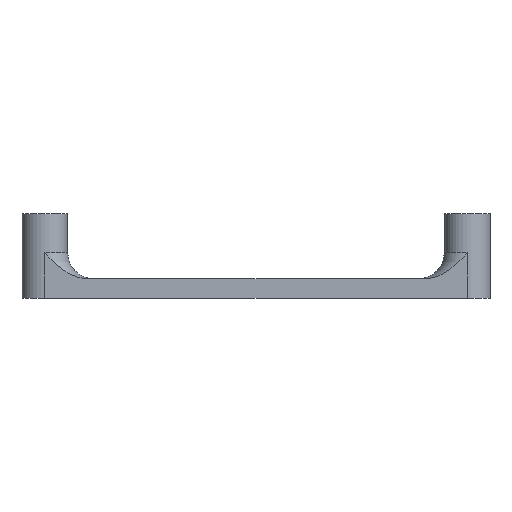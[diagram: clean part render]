
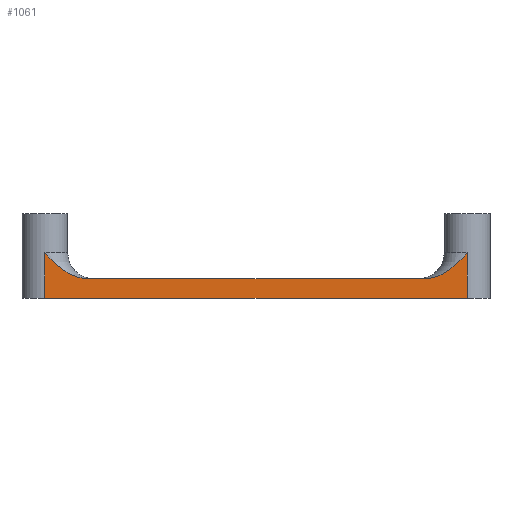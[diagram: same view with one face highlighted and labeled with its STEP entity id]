
A CAD part, front view. The second image highlights one B-rep face of the part: STEP entity #1061.
In plain terms, the highlighted planar face has unit normal (0, -1, 0).
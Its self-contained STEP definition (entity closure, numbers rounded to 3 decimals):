
#65=PLANE('',#1191);
#71=LINE('',#1544,#149);
#78=LINE('',#1653,#156);
#84=LINE('',#1667,#162);
#144=LINE('',#1876,#222);
#149=VECTOR('',#1211,10.);
#156=VECTOR('',#1258,10.);
#162=VECTOR('',#1274,10.);
#222=VECTOR('',#1498,10.);
#299=FACE_OUTER_BOUND('',#367,.T.);
#367=EDGE_LOOP('',(#949,#950,#951,#952,#953,#954));
#451=B_SPLINE_CURVE_WITH_KNOTS('',3,(#1511,#1512,#1513,#1514,#1515,#1516,
#1517,#1518,#1519,#1520),.UNSPECIFIED.,.F.,.F.,(4,2,2,2,4),(1.99,
2.14,2.29,2.517,2.744),
 .UNSPECIFIED.);
#458=B_SPLINE_CURVE_WITH_KNOTS('',3,(#1640,#1641,#1642,#1643,#1644,#1645,
#1646,#1647,#1648,#1649),.UNSPECIFIED.,.F.,.F.,(4,2,2,2,4),(0.,0.227,
0.454,0.604,0.754),.UNSPECIFIED.);
#459=VERTEX_POINT('',#1509);
#460=VERTEX_POINT('',#1510);
#466=VERTEX_POINT('',#1543);
#486=VERTEX_POINT('',#1637);
#487=VERTEX_POINT('',#1639);
#488=VERTEX_POINT('',#1652);
#559=EDGE_CURVE('',#459,#460,#451,.T.);
#567=EDGE_CURVE('',#460,#466,#71,.T.);
#592=EDGE_CURVE('',#486,#487,#458,.T.);
#594=EDGE_CURVE('',#486,#488,#78,.T.);
#603=EDGE_CURVE('',#459,#487,#84,.T.);
#706=EDGE_CURVE('',#466,#488,#144,.T.);
#949=ORIENTED_EDGE('',*,*,#603,.T.);
#950=ORIENTED_EDGE('',*,*,#592,.F.);
#951=ORIENTED_EDGE('',*,*,#594,.T.);
#952=ORIENTED_EDGE('',*,*,#706,.F.);
#953=ORIENTED_EDGE('',*,*,#567,.F.);
#954=ORIENTED_EDGE('',*,*,#559,.F.);
#1061=ADVANCED_FACE('',(#299),#65,.T.);
#1191=AXIS2_PLACEMENT_3D('',#1875,#1496,#1497);
#1211=DIRECTION('',(0.,0.,-1.));
#1258=DIRECTION('',(0.,0.,-1.));
#1274=DIRECTION('',(-1.,0.,0.));
#1496=DIRECTION('center_axis',(0.,-1.,0.));
#1497=DIRECTION('ref_axis',(-1.,0.,0.));
#1498=DIRECTION('',(-1.,0.,0.));
#1509=CARTESIAN_POINT('',(25.867,-45.,0.));
#1510=CARTESIAN_POINT('',(32.5,-45.,4.));
#1511=CARTESIAN_POINT('Ctrl Pts',(25.867,-45.,0.));
#1512=CARTESIAN_POINT('Ctrl Pts',(26.366,-45.,0.));
#1513=CARTESIAN_POINT('Ctrl Pts',(26.906,-45.,0.078));
#1514=CARTESIAN_POINT('Ctrl Pts',(27.945,-45.,0.381));
#1515=CARTESIAN_POINT('Ctrl Pts',(28.445,-45.,0.605));
#1516=CARTESIAN_POINT('Ctrl Pts',(29.54,-45.,1.221));
#1517=CARTESIAN_POINT('Ctrl Pts',(30.196,-45.,1.722));
#1518=CARTESIAN_POINT('Ctrl Pts',(31.415,-45.,2.838));
#1519=CARTESIAN_POINT('Ctrl Pts',(31.983,-45.,3.447));
#1520=CARTESIAN_POINT('Ctrl Pts',(32.5,-45.,4.));
#1543=CARTESIAN_POINT('',(32.5,-45.,-3.));
#1544=CARTESIAN_POINT('',(32.5,-45.,0.));
#1637=CARTESIAN_POINT('',(-32.5,-45.,4.));
#1639=CARTESIAN_POINT('',(-25.867,-45.,0.));
#1640=CARTESIAN_POINT('Ctrl Pts',(-32.5,-45.,4.));
#1641=CARTESIAN_POINT('Ctrl Pts',(-31.983,-45.,3.447));
#1642=CARTESIAN_POINT('Ctrl Pts',(-31.415,-45.,2.838));
#1643=CARTESIAN_POINT('Ctrl Pts',(-30.196,-45.,1.722));
#1644=CARTESIAN_POINT('Ctrl Pts',(-29.54,-45.,1.221));
#1645=CARTESIAN_POINT('Ctrl Pts',(-28.445,-45.,0.605));
#1646=CARTESIAN_POINT('Ctrl Pts',(-27.945,-45.,0.381));
#1647=CARTESIAN_POINT('Ctrl Pts',(-26.906,-45.,0.078));
#1648=CARTESIAN_POINT('Ctrl Pts',(-26.366,-45.,0.));
#1649=CARTESIAN_POINT('Ctrl Pts',(-25.867,-45.,0.));
#1652=CARTESIAN_POINT('',(-32.5,-45.,-3.));
#1653=CARTESIAN_POINT('',(-32.5,-45.,0.));
#1667=CARTESIAN_POINT('',(32.5,-45.,0.));
#1875=CARTESIAN_POINT('Origin',(32.5,-45.,0.));
#1876=CARTESIAN_POINT('',(32.5,-45.,-3.));
